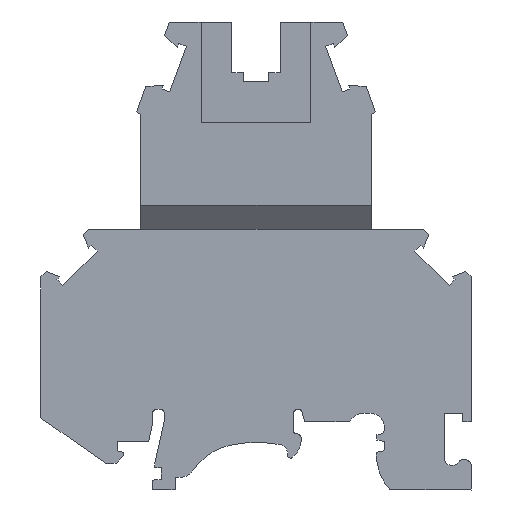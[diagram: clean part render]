
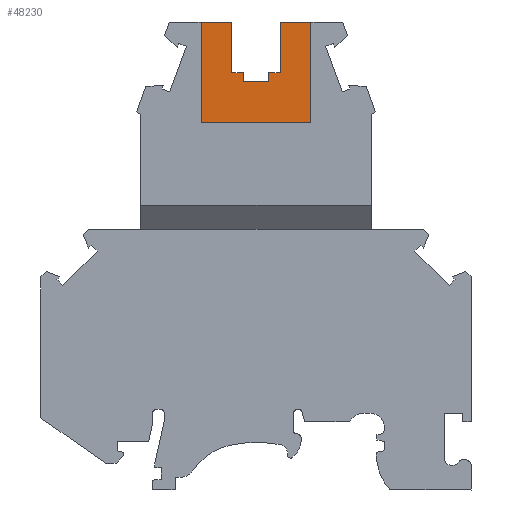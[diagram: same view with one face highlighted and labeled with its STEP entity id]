
A CAD part, left-side view. The second image highlights one B-rep face of the part: STEP entity #48230.
In plain terms, the highlighted face is planar.
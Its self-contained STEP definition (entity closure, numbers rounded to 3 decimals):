
#42470=CARTESIAN_POINT('',(-223.999,192.901,
-8.22));
#42480=VERTEX_POINT('',#42470);
#42510=CARTESIAN_POINT('',(-223.999,1.205,
-8.22));
#42520=DIRECTION('',(0.,1.,0.));
#42530=VECTOR('',#42520,1.);
#42540=LINE('',#42510,#42530);
#42550=CARTESIAN_POINT('',(-223.999,186.301,
-8.22));
#42560=VERTEX_POINT('',#42550);
#42570=EDGE_CURVE('',#42560,#42480,#42540,.T.);
#44110=CARTESIAN_POINT('',(-217.699,192.901,
-8.22));
#44120=VERTEX_POINT('',#44110);
#44150=CARTESIAN_POINT('',(0.,192.901,
-8.22));
#44160=DIRECTION('',(1.,0.,0.));
#44170=VECTOR('',#44160,1.);
#44180=LINE('',#44150,#44170);
#44190=CARTESIAN_POINT('',(-213.699,192.901,
-8.22));
#44200=VERTEX_POINT('',#44190);
#44210=EDGE_CURVE('',#44120,#44200,#44180,.T.);
#46610=CARTESIAN_POINT('',(-217.699,186.301,
-8.22));
#46620=VERTEX_POINT('',#46610);
#46650=CARTESIAN_POINT('',(-217.699,1.205,
-8.22));
#46660=DIRECTION('',(0.,-1.,0.));
#46670=VECTOR('',#46660,1.);
#46680=LINE('',#46650,#46670);
#46690=EDGE_CURVE('',#44120,#46620,#46680,.T.);
#46910=CARTESIAN_POINT('',(-219.199,186.301,
-8.22));
#46920=VERTEX_POINT('',#46910);
#46950=CARTESIAN_POINT('',(0.,186.301,
-8.22));
#46960=DIRECTION('',(-1.,0.,0.));
#46970=VECTOR('',#46960,1.);
#46980=LINE('',#46950,#46970);
#46990=EDGE_CURVE('',#46620,#46920,#46980,.T.);
#47380=CARTESIAN_POINT('',(-213.699,1.205,
-8.22));
#47390=DIRECTION('',(0.,-1.,0.));
#47400=VECTOR('',#47390,1.);
#47410=LINE('',#47380,#47400);
#47420=CARTESIAN_POINT('',(-213.699,179.813,
-8.22));
#47430=VERTEX_POINT('',#47420);
#47440=EDGE_CURVE('',#44200,#47430,#47410,.T.);
#47630=CARTESIAN_POINT('',(-220.849,174.326,
-8.22));
#47640=DIRECTION('',(0.,0.,1.));
#47650=DIRECTION('',(1.,0.,0.));
#47660=AXIS2_PLACEMENT_3D('',#47630,#47640,#47650);
#47670=PLANE('',#47660);
#47680=CARTESIAN_POINT('',(0.,179.813,
-8.22));
#47690=DIRECTION('',(1.,0.,0.));
#47700=VECTOR('',#47690,1.);
#47710=LINE('',#47680,#47700);
#47720=CARTESIAN_POINT('',(-227.999,179.813,
-8.22));
#47730=VERTEX_POINT('',#47720);
#47740=EDGE_CURVE('',#47730,#47430,#47710,.T.);
#47750=ORIENTED_EDGE('',*,*,#47740,.F.);
#47760=ORIENTED_EDGE('',*,*,#47440,.T.);
#47770=ORIENTED_EDGE('',*,*,#44210,.T.);
#47780=ORIENTED_EDGE('',*,*,#46690,.F.);
#47790=ORIENTED_EDGE('',*,*,#46990,.F.);
#47800=CARTESIAN_POINT('',(-219.199,1.205,
-8.22));
#47810=DIRECTION('',(0.,1.,0.));
#47820=VECTOR('',#47810,1.);
#47830=LINE('',#47800,#47820);
#47840=CARTESIAN_POINT('',(-219.199,185.101,
-8.22));
#47850=VERTEX_POINT('',#47840);
#47860=EDGE_CURVE('',#47850,#46920,#47830,.T.);
#47870=ORIENTED_EDGE('',*,*,#47860,.T.);
#47880=CARTESIAN_POINT('',(0.,185.101,
-8.22));
#47890=DIRECTION('',(1.,0.,0.));
#47900=VECTOR('',#47890,1.);
#47910=LINE('',#47880,#47900);
#47920=CARTESIAN_POINT('',(-222.499,185.101,
-8.22));
#47930=VERTEX_POINT('',#47920);
#47940=EDGE_CURVE('',#47930,#47850,#47910,.T.);
#47950=ORIENTED_EDGE('',*,*,#47940,.T.);
#47960=CARTESIAN_POINT('',(-222.499,1.205,
-8.22));
#47970=DIRECTION('',(0.,1.,0.));
#47980=VECTOR('',#47970,1.);
#47990=LINE('',#47960,#47980);
#48000=CARTESIAN_POINT('',(-222.499,186.301,
-8.22));
#48010=VERTEX_POINT('',#48000);
#48020=EDGE_CURVE('',#47930,#48010,#47990,.T.);
#48030=ORIENTED_EDGE('',*,*,#48020,.F.);
#48040=EDGE_CURVE('',#48010,#42560,#46980,.T.);
#48050=ORIENTED_EDGE('',*,*,#48040,.F.);
#48060=ORIENTED_EDGE('',*,*,#42570,.F.);
#48070=CARTESIAN_POINT('',(0.,192.901,
-8.22));
#48080=DIRECTION('',(1.,0.,0.));
#48090=VECTOR('',#48080,1.);
#48100=LINE('',#48070,#48090);
#48110=CARTESIAN_POINT('',(-227.999,192.901,
-8.22));
#48120=VERTEX_POINT('',#48110);
#48130=EDGE_CURVE('',#48120,#42480,#48100,.T.);
#48140=ORIENTED_EDGE('',*,*,#48130,.T.);
#48150=CARTESIAN_POINT('',(-227.999,0.,
-8.22));
#48160=DIRECTION('',(0.,-1.,0.));
#48170=VECTOR('',#48160,1.);
#48180=LINE('',#48150,#48170);
#48190=EDGE_CURVE('',#48120,#47730,#48180,.T.);
#48200=ORIENTED_EDGE('',*,*,#48190,.F.);
#48210=EDGE_LOOP('',(#48200,#48140,#48060,#48050,#48030,#47950,#47870,
#47790,#47780,#47770,#47760,#47750));
#48220=FACE_OUTER_BOUND('',#48210,.T.);
#48230=ADVANCED_FACE('',(#48220),#47670,.F.);
